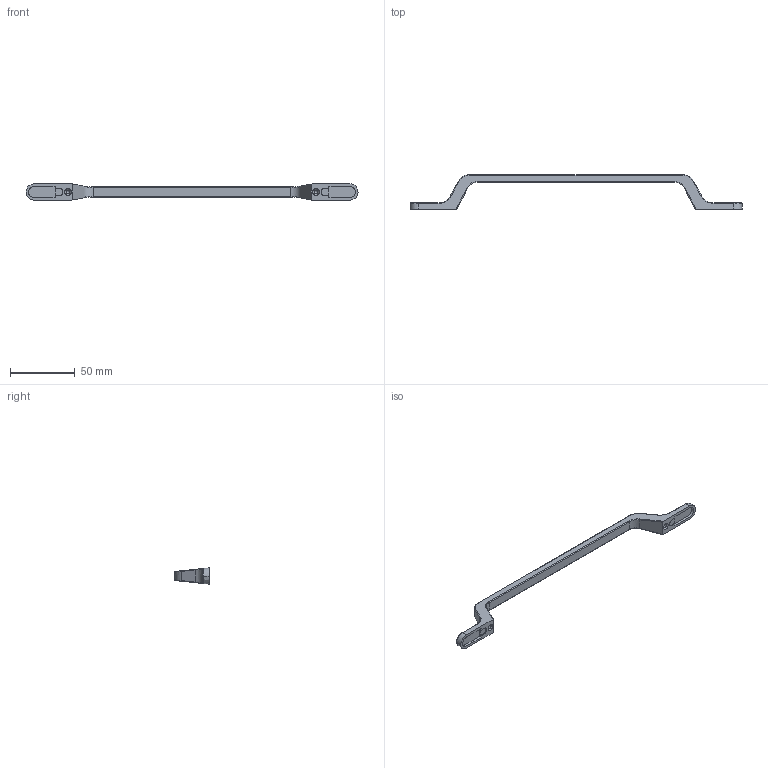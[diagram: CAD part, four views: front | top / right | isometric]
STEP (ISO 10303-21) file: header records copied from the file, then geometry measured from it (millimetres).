
FILE_DESCRIPTION(/* description */ (''),/* implementation_level */ '2;1');
FILE_NAME(/* name */ 'UZ-FLAVIO-192.stp',/* time_stamp */ '2023-08-25T12:33:03+02:00',/* author */ ('tomaszw'),/* organization */ (''),/* preprocessor_version */ 'ST-DEVELOPER v19.2',/* originating_system */ 'Autodesk Inventor 2023',/* authorisation */ '');
FILE_SCHEMA (('AUTOMOTIVE_DESIGN { 1 0 10303 214 3 1 1 }'));
Length unit declared in the file: millimetre
Products named in the file (1): UZ-FLAVIO-192-01
Bounding box: 257 x 26.8 x 12.6 mm (x, y, z)
Volume: 14953.9 mm3; surface area: 8803.8 mm2
Topology: 1 solids, 1 shells, 80 faces, 198 edges, 122 vertices
Faces by surface type: cylinder 28, plane 26, bspline 22, cone 4
Full cylindrical faces by diameter (mm): 3.242 x2
Entity records: 3307 total; most frequent: CARTESIAN_POINT 1423, ORIENTED_EDGE 392, DIRECTION 368, EDGE_CURVE 196, AXIS2_PLACEMENT_3D 133, VERTEX_POINT 122, LINE 102, VECTOR 102
